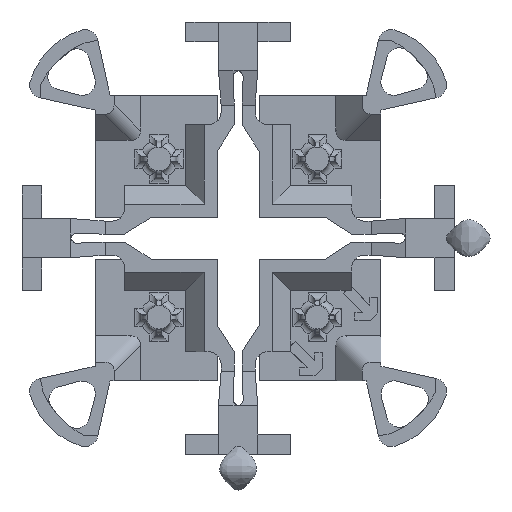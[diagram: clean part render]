
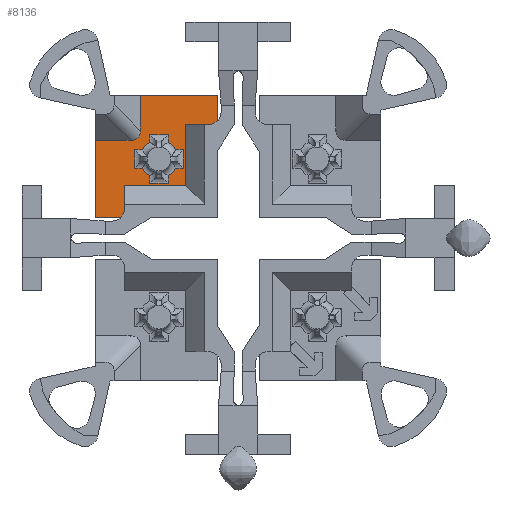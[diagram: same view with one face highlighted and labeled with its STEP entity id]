
A CAD part, front view. The second image highlights one B-rep face of the part: STEP entity #8136.
In plain terms, the highlighted planar face has unit normal (0, -1, 0).
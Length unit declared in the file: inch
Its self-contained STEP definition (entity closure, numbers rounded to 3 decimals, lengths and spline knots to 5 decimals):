
#144=ELLIPSE('',#8685,0.0866,0.05);
#382=LINE('',#12114,#1194);
#384=LINE('',#12122,#1196);
#386=LINE('',#12174,#1198);
#388=LINE('',#12197,#1200);
#390=LINE('',#12203,#1202);
#393=LINE('',#12255,#1205);
#395=LINE('',#12263,#1207);
#397=LINE('',#12269,#1209);
#399=LINE('',#12303,#1211);
#400=LINE('',#12308,#1212);
#403=LINE('',#12316,#1215);
#405=LINE('',#12322,#1217);
#413=LINE('',#12356,#1225);
#414=LINE('',#12358,#1226);
#415=LINE('',#12360,#1227);
#416=LINE('',#12364,#1228);
#417=LINE('',#12366,#1229);
#418=LINE('',#12368,#1230);
#419=LINE('',#12370,#1231);
#420=LINE('',#12374,#1232);
#421=LINE('',#12376,#1233);
#422=LINE('',#12378,#1234);
#1194=VECTOR('',#9642,0.02979);
#1196=VECTOR('',#9650,0.06898);
#1198=VECTOR('',#9662,0.02979);
#1200=VECTOR('',#9670,0.06898);
#1202=VECTOR('',#9676,0.02979);
#1205=VECTOR('',#9689,0.02979);
#1207=VECTOR('',#9697,0.06898);
#1209=VECTOR('',#9705,0.02979);
#1211=VECTOR('',#9715,0.02979);
#1212=VECTOR('',#9722,0.02979);
#1215=VECTOR('',#9729,0.06898);
#1217=VECTOR('',#9737,0.02979);
#1225=VECTOR('',#9775,0.13564);
#1226=VECTOR('',#9776,0.294);
#1227=VECTOR('',#9777,0.09706);
#1228=VECTOR('',#9780,0.085);
#1229=VECTOR('',#9781,0.23365);
#1230=VECTOR('',#9782,0.23365);
#1231=VECTOR('',#9783,0.085);
#1232=VECTOR('',#9786,0.09706);
#1233=VECTOR('',#9787,0.294);
#1234=VECTOR('',#9788,0.13564);
#1957=PLANE('',#8682);
#2226=FACE_BOUND('',#2821,.T.);
#2335=FACE_OUTER_BOUND('',#2820,.T.);
#2820=EDGE_LOOP('',(#5788,#5789,#5790,#5791,#5792,#5793,#5794,#5795,#5796,
#5797,#5798,#5799,#5800));
#2821=EDGE_LOOP('',(#5801,#5802,#5803,#5804,#5805,#5806,#5807,#5808,#5809,
#5810,#5811,#5812,#5813,#5814,#5815,#5816));
#3274=CIRCLE('',#8629,0.07229);
#3277=CIRCLE('',#8638,0.07229);
#3278=CIRCLE('',#8647,0.07229);
#3280=CIRCLE('',#8657,0.07229);
#3282=CIRCLE('',#8683,0.05);
#3283=CIRCLE('',#8684,0.05);
#3527=VERTEX_POINT('',#12068);
#3528=VERTEX_POINT('',#12069);
#3533=VERTEX_POINT('',#12113);
#3536=VERTEX_POINT('',#12121);
#3541=VERTEX_POINT('',#12135);
#3542=VERTEX_POINT('',#12150);
#3544=VERTEX_POINT('',#12172);
#3545=VERTEX_POINT('',#12173);
#3549=VERTEX_POINT('',#12196);
#3551=VERTEX_POINT('',#12202);
#3554=VERTEX_POINT('',#12223);
#3559=VERTEX_POINT('',#12254);
#3562=VERTEX_POINT('',#12262);
#3564=VERTEX_POINT('',#12271);
#3569=VERTEX_POINT('',#12302);
#3573=VERTEX_POINT('',#12315);
#3584=VERTEX_POINT('',#12354);
#3585=VERTEX_POINT('',#12355);
#3586=VERTEX_POINT('',#12357);
#3587=VERTEX_POINT('',#12359);
#3588=VERTEX_POINT('',#12361);
#3589=VERTEX_POINT('',#12363);
#3590=VERTEX_POINT('',#12365);
#3591=VERTEX_POINT('',#12367);
#3592=VERTEX_POINT('',#12369);
#3593=VERTEX_POINT('',#12371);
#3594=VERTEX_POINT('',#12373);
#3595=VERTEX_POINT('',#12375);
#3596=VERTEX_POINT('',#12377);
#4357=EDGE_CURVE('',#3527,#3528,#3274,.T.);
#4363=EDGE_CURVE('',#3528,#3533,#382,.T.);
#4367=EDGE_CURVE('',#3533,#3536,#384,.T.);
#4373=EDGE_CURVE('',#3541,#3542,#3277,.T.);
#4376=EDGE_CURVE('',#3544,#3545,#386,.T.);
#4381=EDGE_CURVE('',#3545,#3549,#388,.T.);
#4384=EDGE_CURVE('',#3549,#3551,#390,.T.);
#4388=EDGE_CURVE('',#3551,#3554,#3278,.T.);
#4394=EDGE_CURVE('',#3554,#3559,#393,.T.);
#4398=EDGE_CURVE('',#3559,#3562,#395,.T.);
#4402=EDGE_CURVE('',#3562,#3541,#397,.T.);
#4403=EDGE_CURVE('',#3564,#3544,#3280,.T.);
#4409=EDGE_CURVE('',#3542,#3569,#399,.T.);
#4412=EDGE_CURVE('',#3536,#3564,#400,.T.);
#4416=EDGE_CURVE('',#3569,#3573,#403,.T.);
#4420=EDGE_CURVE('',#3573,#3527,#405,.T.);
#4436=EDGE_CURVE('',#3584,#3585,#413,.T.);
#4437=EDGE_CURVE('',#3584,#3586,#414,.T.);
#4438=EDGE_CURVE('',#3586,#3587,#415,.T.);
#4439=EDGE_CURVE('',#3587,#3588,#3282,.T.);
#4440=EDGE_CURVE('',#3588,#3589,#416,.T.);
#4441=EDGE_CURVE('',#3590,#3589,#417,.T.);
#4442=EDGE_CURVE('',#3591,#3590,#418,.T.);
#4443=EDGE_CURVE('',#3591,#3592,#419,.T.);
#4444=EDGE_CURVE('',#3592,#3593,#3283,.T.);
#4445=EDGE_CURVE('',#3593,#3594,#420,.T.);
#4446=EDGE_CURVE('',#3594,#3595,#421,.T.);
#4447=EDGE_CURVE('',#3596,#3595,#422,.T.);
#4448=EDGE_CURVE('',#3585,#3596,#144,.F.);
#5788=ORIENTED_EDGE('',*,*,#4436,.F.);
#5789=ORIENTED_EDGE('',*,*,#4437,.T.);
#5790=ORIENTED_EDGE('',*,*,#4438,.T.);
#5791=ORIENTED_EDGE('',*,*,#4439,.T.);
#5792=ORIENTED_EDGE('',*,*,#4440,.T.);
#5793=ORIENTED_EDGE('',*,*,#4441,.F.);
#5794=ORIENTED_EDGE('',*,*,#4442,.F.);
#5795=ORIENTED_EDGE('',*,*,#4443,.T.);
#5796=ORIENTED_EDGE('',*,*,#4444,.T.);
#5797=ORIENTED_EDGE('',*,*,#4445,.T.);
#5798=ORIENTED_EDGE('',*,*,#4446,.T.);
#5799=ORIENTED_EDGE('',*,*,#4447,.F.);
#5800=ORIENTED_EDGE('',*,*,#4448,.F.);
#5801=ORIENTED_EDGE('',*,*,#4376,.F.);
#5802=ORIENTED_EDGE('',*,*,#4403,.F.);
#5803=ORIENTED_EDGE('',*,*,#4412,.F.);
#5804=ORIENTED_EDGE('',*,*,#4367,.F.);
#5805=ORIENTED_EDGE('',*,*,#4363,.F.);
#5806=ORIENTED_EDGE('',*,*,#4357,.F.);
#5807=ORIENTED_EDGE('',*,*,#4420,.F.);
#5808=ORIENTED_EDGE('',*,*,#4416,.F.);
#5809=ORIENTED_EDGE('',*,*,#4409,.F.);
#5810=ORIENTED_EDGE('',*,*,#4373,.F.);
#5811=ORIENTED_EDGE('',*,*,#4402,.F.);
#5812=ORIENTED_EDGE('',*,*,#4398,.F.);
#5813=ORIENTED_EDGE('',*,*,#4394,.F.);
#5814=ORIENTED_EDGE('',*,*,#4388,.F.);
#5815=ORIENTED_EDGE('',*,*,#4384,.F.);
#5816=ORIENTED_EDGE('',*,*,#4381,.F.);
#8136=ADVANCED_FACE('',(#2335,#2226),#1957,.F.);
#8629=AXIS2_PLACEMENT_3D('',#12070,#9636,#9637);
#8638=AXIS2_PLACEMENT_3D('',#12151,#9658,#9659);
#8647=AXIS2_PLACEMENT_3D('',#12224,#9682,#9683);
#8657=AXIS2_PLACEMENT_3D('',#12272,#9708,#9709);
#8682=AXIS2_PLACEMENT_3D('',#12353,#9773,#9774);
#8683=AXIS2_PLACEMENT_3D('',#12362,#9778,#9779);
#8684=AXIS2_PLACEMENT_3D('',#12372,#9784,#9785);
#8685=AXIS2_PLACEMENT_3D('',#12379,#9789,#9790);
#9636=DIRECTION('center_axis',(0.,-1.,0.));
#9637=DIRECTION('ref_axis',(-0.707,0.,0.707));
#9642=DIRECTION('',(-1.,0.,0.));
#9650=DIRECTION('',(0.,0.,-1.));
#9658=DIRECTION('center_axis',(0.,-1.,0.));
#9659=DIRECTION('ref_axis',(0.707,0.,0.707));
#9662=DIRECTION('',(0.,0.,-1.));
#9670=DIRECTION('',(1.,0.,0.));
#9676=DIRECTION('',(0.,0.,1.));
#9682=DIRECTION('center_axis',(0.,-1.,0.));
#9683=DIRECTION('ref_axis',(0.707,0.,-0.707));
#9689=DIRECTION('',(1.,0.,0.));
#9697=DIRECTION('',(0.,0.,1.));
#9705=DIRECTION('',(-1.,0.,0.));
#9708=DIRECTION('center_axis',(0.,-1.,0.));
#9709=DIRECTION('ref_axis',(-0.707,0.,-0.707));
#9715=DIRECTION('',(0.,0.,1.));
#9722=DIRECTION('',(1.,0.,0.));
#9729=DIRECTION('',(-1.,0.,0.));
#9737=DIRECTION('',(0.,0.,-1.));
#9773=DIRECTION('center_axis',(0.,1.,0.));
#9774=DIRECTION('ref_axis',(-1.,0.,0.));
#9775=DIRECTION('',(1.,0.,0.));
#9776=DIRECTION('',(0.,0.,-1.));
#9777=DIRECTION('',(1.,0.,0.));
#9778=DIRECTION('center_axis',(0.,-1.,0.));
#9779=DIRECTION('ref_axis',(0.707,0.,-0.707));
#9780=DIRECTION('',(0.,0.,1.));
#9781=DIRECTION('',(-1.,0.,0.));
#9782=DIRECTION('',(0.,0.,-1.));
#9783=DIRECTION('',(1.,0.,0.));
#9784=DIRECTION('center_axis',(0.,-1.,0.));
#9785=DIRECTION('ref_axis',(0.707,0.,-0.707));
#9786=DIRECTION('',(0.,0.,1.));
#9787=DIRECTION('',(-1.,0.,0.));
#9788=DIRECTION('',(0.,0.,1.));
#9789=DIRECTION('center_axis',(0.,1.,0.));
#9790=DIRECTION('ref_axis',(0.707,0.,-0.707));
#12068=CARTESIAN_POINT('',(-0.33699,0.4,0.36603));
#12069=CARTESIAN_POINT('',(-0.36603,0.4,0.33699));
#12070=CARTESIAN_POINT('Origin',(-0.3025,0.4,0.3025));
#12113=CARTESIAN_POINT('',(-0.39582,0.4,0.33699));
#12114=CARTESIAN_POINT('',(-0.30513,0.4,0.33699));
#12121=CARTESIAN_POINT('',(-0.39582,0.4,0.26801));
#12122=CARTESIAN_POINT('',(-0.39582,0.4,0.2933));
#12135=CARTESIAN_POINT('',(-0.23897,0.4,0.33699));
#12150=CARTESIAN_POINT('',(-0.26801,0.4,0.36603));
#12151=CARTESIAN_POINT('Origin',(-0.3025,0.4,0.3025));
#12172=CARTESIAN_POINT('',(-0.33699,0.4,0.23897));
#12173=CARTESIAN_POINT('',(-0.33699,0.4,0.20918));
#12174=CARTESIAN_POINT('',(-0.33699,0.4,0.30513));
#12196=CARTESIAN_POINT('',(-0.26801,0.4,0.20918));
#12197=CARTESIAN_POINT('',(-0.2933,0.4,0.20918));
#12202=CARTESIAN_POINT('',(-0.26801,0.4,0.23897));
#12203=CARTESIAN_POINT('',(-0.26801,0.4,0.30513));
#12223=CARTESIAN_POINT('',(-0.23897,0.4,0.26801));
#12224=CARTESIAN_POINT('Origin',(-0.3025,0.4,0.3025));
#12254=CARTESIAN_POINT('',(-0.20918,0.4,0.26801));
#12255=CARTESIAN_POINT('',(-0.30513,0.4,0.26801));
#12262=CARTESIAN_POINT('',(-0.20918,0.4,0.33699));
#12263=CARTESIAN_POINT('',(-0.20918,0.4,0.31696));
#12269=CARTESIAN_POINT('',(-0.30513,0.4,0.33699));
#12271=CARTESIAN_POINT('',(-0.36603,0.4,0.26801));
#12272=CARTESIAN_POINT('Origin',(-0.3025,0.4,0.3025));
#12302=CARTESIAN_POINT('',(-0.26801,0.4,0.39582));
#12303=CARTESIAN_POINT('',(-0.26801,0.4,0.30513));
#12308=CARTESIAN_POINT('',(-0.30513,0.4,0.26801));
#12315=CARTESIAN_POINT('',(-0.33699,0.4,0.39582));
#12316=CARTESIAN_POINT('',(-0.31696,0.4,0.39582));
#12322=CARTESIAN_POINT('',(-0.33699,0.4,0.30513));
#12353=CARTESIAN_POINT('Origin',(-0.30776,0.4,0.30776));
#12354=CARTESIAN_POINT('',(-0.545,0.4,0.374));
#12355=CARTESIAN_POINT('',(-0.40936,0.4,0.374));
#12356=CARTESIAN_POINT('',(-0.42638,0.4,0.374));
#12357=CARTESIAN_POINT('',(-0.545,0.4,0.08));
#12358=CARTESIAN_POINT('',(-0.545,0.4,0.08));
#12359=CARTESIAN_POINT('',(-0.44794,0.4,0.08));
#12360=CARTESIAN_POINT('',(-0.08,0.4,0.08));
#12361=CARTESIAN_POINT('',(-0.43365,0.4,0.115));
#12362=CARTESIAN_POINT('Origin',(-0.48365,0.4,0.115));
#12363=CARTESIAN_POINT('',(-0.43365,0.4,0.2));
#12364=CARTESIAN_POINT('',(-0.43365,0.4,0.21888));
#12365=CARTESIAN_POINT('',(-0.2,0.4,0.2));
#12366=CARTESIAN_POINT('',(-0.31013,0.4,0.2));
#12367=CARTESIAN_POINT('',(-0.2,0.4,0.43365));
#12368=CARTESIAN_POINT('',(-0.2,0.4,0.31013));
#12369=CARTESIAN_POINT('',(-0.115,0.4,0.43365));
#12370=CARTESIAN_POINT('',(-0.21888,0.4,0.43365));
#12371=CARTESIAN_POINT('',(-0.08,0.4,0.44794));
#12372=CARTESIAN_POINT('Origin',(-0.115,0.4,0.48365));
#12373=CARTESIAN_POINT('',(-0.08,0.4,0.545));
#12374=CARTESIAN_POINT('',(-0.08,0.4,0.545));
#12375=CARTESIAN_POINT('',(-0.374,0.4,0.545));
#12376=CARTESIAN_POINT('',(-0.499,0.4,0.545));
#12377=CARTESIAN_POINT('',(-0.374,0.4,0.40936));
#12378=CARTESIAN_POINT('',(-0.374,0.4,0.39088));
#12379=CARTESIAN_POINT('Origin',(-0.44471,0.4,0.44471));
